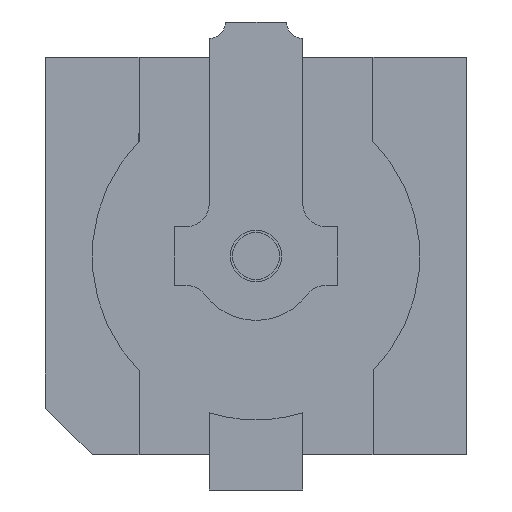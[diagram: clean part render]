
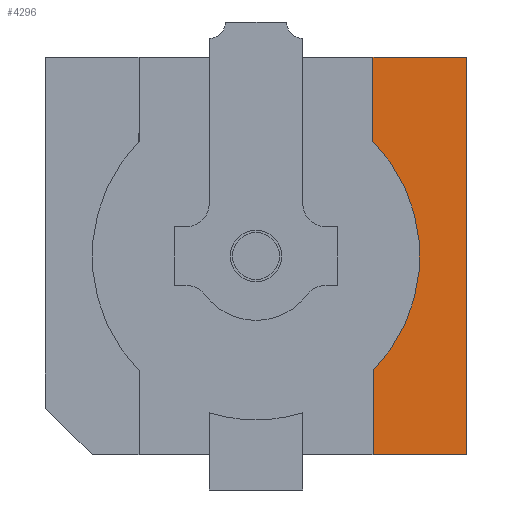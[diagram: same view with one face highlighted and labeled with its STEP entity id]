
A CAD part, front view. The second image highlights one B-rep face of the part: STEP entity #4296.
In plain terms, the highlighted planar face has unit normal (0, -1, 0).
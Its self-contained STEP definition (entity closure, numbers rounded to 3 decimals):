
#133 = CARTESIAN_POINT ( 'NONE',  ( -0.7, 0., -0.85 ) ) ;
#144 = AXIS2_PLACEMENT_3D ( 'NONE', #968, #1379, #4248 ) ;
#293 = DIRECTION ( 'NONE',  ( 0., 0., -1. ) ) ;
#447 = VERTEX_POINT ( 'NONE', #2562 ) ;
#545 = VERTEX_POINT ( 'NONE', #876 ) ;
#641 = EDGE_CURVE ( 'NONE', #3129, #545, #920, .T. ) ;
#715 = DIRECTION ( 'NONE',  ( 0., 0., 1. ) ) ;
#725 = ORIENTED_EDGE ( 'NONE', *, *, #4263, .F. ) ;
#876 = CARTESIAN_POINT ( 'NONE',  ( 0.9, 0., -0.85 ) ) ;
#920 = LINE ( 'NONE', #1643, #4825 ) ;
#968 = CARTESIAN_POINT ( 'NONE',  ( 0., 0., 0. ) ) ;
#1193 = AXIS2_PLACEMENT_3D ( 'NONE', #1449, #3519, #293 ) ;
#1379 = DIRECTION ( 'NONE',  ( 0., -1., 0. ) ) ;
#1392 = EDGE_CURVE ( 'NONE', #4324, #3119, #4247, .T. ) ;
#1449 = CARTESIAN_POINT ( 'NONE',  ( 0., 0., 0. ) ) ;
#1454 = LINE ( 'NONE', #4670, #1717 ) ;
#1494 = VECTOR ( 'NONE', #2962, 1000. ) ;
#1643 = CARTESIAN_POINT ( 'NONE',  ( 0.9, 0., 0.85 ) ) ;
#1717 = VECTOR ( 'NONE', #2266, 1000. ) ;
#1930 = ORIENTED_EDGE ( 'NONE', *, *, #1940, .F. ) ;
#1940 = EDGE_CURVE ( 'NONE', #4076, #447, #1454, .T. ) ;
#2011 = FACE_OUTER_BOUND ( 'NONE', #5082, .T. ) ;
#2266 = DIRECTION ( 'NONE',  ( 0., 0., 1. ) ) ;
#2562 = CARTESIAN_POINT ( 'NONE',  ( 0.5, 0., 0.85 ) ) ;
#2568 = CARTESIAN_POINT ( 'NONE',  ( 0.5, 0., -0.49 ) ) ;
#2693 = PLANE ( 'NONE',  #1193 ) ;
#2747 = CARTESIAN_POINT ( 'NONE',  ( 0.5, 0., -0.85 ) ) ;
#2806 = VECTOR ( 'NONE', #715, 1000. ) ;
#2949 = LINE ( 'NONE', #4731, #4635 ) ;
#2962 = DIRECTION ( 'NONE',  ( -1., 0., 0. ) ) ;
#2995 = CARTESIAN_POINT ( 'NONE',  ( 0.9, 0., 0.85 ) ) ;
#3055 = CARTESIAN_POINT ( 'NONE',  ( 0.5, 0., -0.85 ) ) ;
#3119 = VERTEX_POINT ( 'NONE', #2568 ) ;
#3129 = VERTEX_POINT ( 'NONE', #2995 ) ;
#3177 = DIRECTION ( 'NONE',  ( 1., 0., 0. ) ) ;
#3282 = CARTESIAN_POINT ( 'NONE',  ( 0.5, 0., 0.49 ) ) ;
#3455 = CIRCLE ( 'NONE', #144, 0.7 ) ;
#3518 = LINE ( 'NONE', #133, #1494 ) ;
#3519 = DIRECTION ( 'NONE',  ( 0., -1., 0. ) ) ;
#4076 = VERTEX_POINT ( 'NONE', #3282 ) ;
#4105 = DIRECTION ( 'NONE',  ( 0., 0., -1. ) ) ;
#4108 = ORIENTED_EDGE ( 'NONE', *, *, #4378, .F. ) ;
#4204 = EDGE_CURVE ( 'NONE', #3119, #4076, #3455, .T. ) ;
#4247 = LINE ( 'NONE', #2747, #2806 ) ;
#4248 = DIRECTION ( 'NONE',  ( 0., 0., -1. ) ) ;
#4263 = EDGE_CURVE ( 'NONE', #545, #4324, #3518, .T. ) ;
#4296 = ADVANCED_FACE ( 'NONE', ( #2011 ), #2693, .T. ) ;
#4324 = VERTEX_POINT ( 'NONE', #3055 ) ;
#4378 = EDGE_CURVE ( 'NONE', #447, #3129, #2949, .T. ) ;
#4635 = VECTOR ( 'NONE', #3177, 1000. ) ;
#4670 = CARTESIAN_POINT ( 'NONE',  ( 0.5, 0., 0.49 ) ) ;
#4731 = CARTESIAN_POINT ( 'NONE',  ( -0.9, 0., 0.85 ) ) ;
#4825 = VECTOR ( 'NONE', #4105, 1000. ) ;
#5072 = ORIENTED_EDGE ( 'NONE', *, *, #4204, .F. ) ;
#5082 = EDGE_LOOP ( 'NONE', ( #5172, #725, #5188, #4108, #1930, #5072 ) ) ;
#5172 = ORIENTED_EDGE ( 'NONE', *, *, #1392, .F. ) ;
#5188 = ORIENTED_EDGE ( 'NONE', *, *, #641, .F. ) ;
